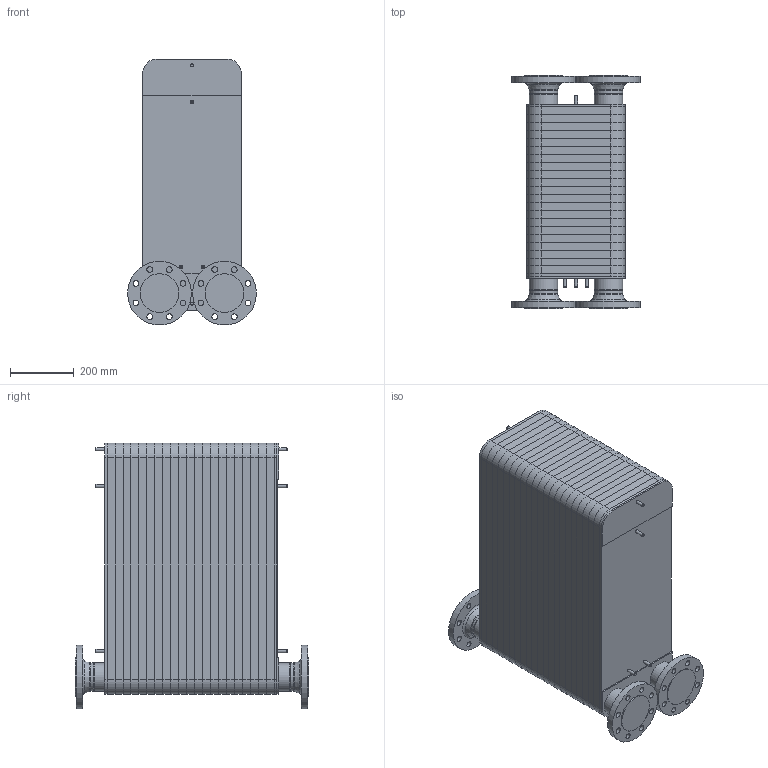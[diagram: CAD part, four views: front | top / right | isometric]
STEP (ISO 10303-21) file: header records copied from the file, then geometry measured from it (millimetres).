
FILE_DESCRIPTION(/* description */ (''),/* implementation_level */ '2;1');
FILE_NAME(/* name */ '3d_RMB-235-2-210-P25-8053500.stp',/* time_stamp */ '2020-08-24T07:46:39+02:00',/* author */ ('Andrzej'),/* organization */ (''),/* preprocessor_version */ 'ST-DEVELOPER v16.13',/* originating_system */ 'AutoCAD Mechanical',/* authorisation */ '');
FILE_SCHEMA (('AUTOMOTIVE_DESIGN { 1 0 10303 214 3 1 1 }'));
Length unit declared in the file: millimetre
Products named in the file (1): Product
Bounding box: 404 x 733 x 835 mm (x, y, z)
Volume: 136397380 mm3; surface area: 13204328.8 mm2
Topology: 28 solids, 28 shells, 355 faces, 2663 edges, 4229 vertices
Faces by surface type: plane 173, cylinder 153, cone 21, torus 8
Full cylindrical faces by diameter (mm): 10 x9, 18 x32, 88.9 x8, 122 x4, 200 x4
Entity records: 25486 total; most frequent: CARTESIAN_POINT 7158, DIRECTION 4542, STYLED_ITEM 1876, TRIMMED_CURVE 1848, AXIS2_PLACEMENT_3D 1611, ORIENTED_EDGE 1454, LINE 1320, VECTOR 1320
